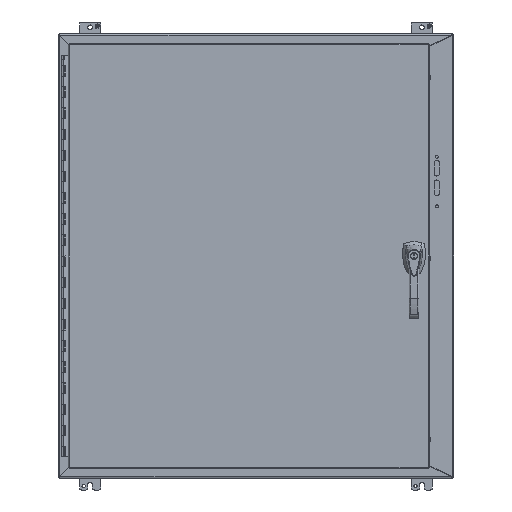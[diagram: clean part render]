
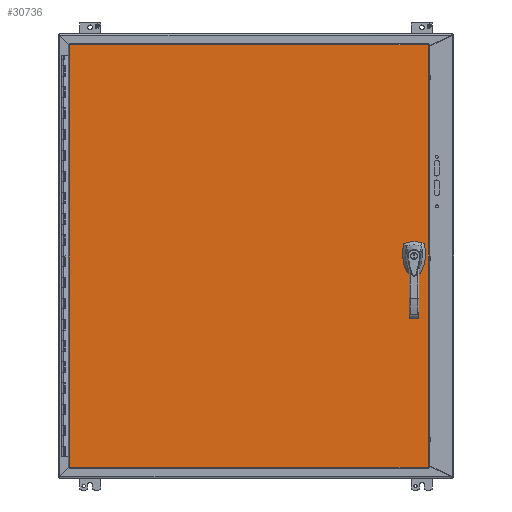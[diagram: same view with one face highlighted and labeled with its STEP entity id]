
A CAD part, front view. The second image highlights one B-rep face of the part: STEP entity #30736.
In plain terms, the highlighted planar face has unit normal (0, -1, 0).
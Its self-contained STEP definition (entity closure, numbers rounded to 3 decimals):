
#1522 = LINE ( 'NONE', #25399, #61074 ) ;
#1564 = AXIS2_PLACEMENT_3D ( 'NONE', #54020, #77414, #86364 ) ;
#1623 = VERTEX_POINT ( 'NONE', #13908 ) ;
#2411 = EDGE_CURVE ( 'NONE', #25451, #7035, #91940, .T. ) ;
#3709 = LINE ( 'NONE', #34083, #73900 ) ;
#3810 = CARTESIAN_POINT ( 'NONE',  ( 14.938, -12.875, 0. ) ) ;
#4667 = EDGE_CURVE ( 'NONE', #73997, #41302, #64488, .T. ) ;
#5502 = EDGE_CURVE ( 'NONE', #11861, #25451, #21778, .T. ) ;
#5973 = CARTESIAN_POINT ( 'NONE',  ( 14.542, -12.875, -20.094 ) ) ;
#6465 = CARTESIAN_POINT ( 'NONE',  ( -17.749, -12.875, -20.094 ) ) ;
#7035 = VERTEX_POINT ( 'NONE', #54920 ) ;
#7305 = DIRECTION ( 'NONE',  ( 0., 0., -1. ) ) ;
#7437 = FACE_OUTER_BOUND ( 'NONE', #73622, .T. ) ;
#9270 = CARTESIAN_POINT ( 'NONE',  ( 15.333, -12.875, -0.198 ) ) ;
#10113 = EDGE_CURVE ( 'NONE', #20058, #89867, #71919, .T. ) ;
#10417 = VECTOR ( 'NONE', #59751, 39.37 ) ;
#11444 = CARTESIAN_POINT ( 'NONE',  ( 14.938, -12.875, -1.338 ) ) ;
#11861 = VERTEX_POINT ( 'NONE', #27215 ) ;
#13559 = EDGE_CURVE ( 'NONE', #55891, #11861, #26179, .T. ) ;
#13908 = CARTESIAN_POINT ( 'NONE',  ( 14.938, -12.875, -1.171 ) ) ;
#13937 = PLANE ( 'NONE',  #53411 ) ;
#14113 = VERTEX_POINT ( 'NONE', #47563 ) ;
#16853 = VECTOR ( 'NONE', #38533, 39.37 ) ;
#18676 = CARTESIAN_POINT ( 'NONE',  ( 14.938, -12.875, 0. ) ) ;
#18765 = AXIS2_PLACEMENT_3D ( 'NONE', #45770, #36816, #53750 ) ;
#19171 = DIRECTION ( 'NONE',  ( 0., 1., 0. ) ) ;
#20058 = VERTEX_POINT ( 'NONE', #71606 ) ;
#21778 = LINE ( 'NONE', #98489, #32117 ) ;
#22135 = DIRECTION ( 'NONE',  ( 0., 0., -1. ) ) ;
#22391 = EDGE_LOOP ( 'NONE', ( #63038, #23684 ) ) ;
#22398 = FACE_BOUND ( 'NONE', #72200, .T. ) ;
#22513 = VECTOR ( 'NONE', #72455, 39.37 ) ;
#23684 = ORIENTED_EDGE ( 'NONE', *, *, #55066, .T. ) ;
#23851 = EDGE_CURVE ( 'NONE', #64085, #79412, #84867, .T. ) ;
#25229 = EDGE_CURVE ( 'NONE', #41302, #64085, #68582, .T. ) ;
#25399 = CARTESIAN_POINT ( 'NONE',  ( -17.749, -12.875, -0.395 ) ) ;
#25451 = VERTEX_POINT ( 'NONE', #9270 ) ;
#26179 = CIRCLE ( 'NONE', #42010, 0.443 ) ;
#26804 = ORIENTED_EDGE ( 'NONE', *, *, #10113, .T. ) ;
#27215 = CARTESIAN_POINT ( 'NONE',  ( 15.333, -12.875, 0.198 ) ) ;
#28117 = VECTOR ( 'NONE', #69562, 39.37 ) ;
#28185 = DIRECTION ( 'NONE',  ( 0., 1., 0. ) ) ;
#28756 = EDGE_CURVE ( 'NONE', #14113, #1623, #56378, .T. ) ;
#29658 = VECTOR ( 'NONE', #84406, 39.37 ) ;
#30736 = ADVANCED_FACE ( 'NONE', ( #22398, #7437, #45277 ), #13937, .T. ) ;
#32117 = VECTOR ( 'NONE', #7305, 39.37 ) ;
#33541 = CARTESIAN_POINT ( 'NONE',  ( 16.268, -12.875, 19.986 ) ) ;
#34083 = CARTESIAN_POINT ( 'NONE',  ( -17.641, -12.875, -20.094 ) ) ;
#35785 = ORIENTED_EDGE ( 'NONE', *, *, #87219, .T. ) ;
#36772 = EDGE_CURVE ( 'NONE', #89867, #76625, #90163, .T. ) ;
#36816 = DIRECTION ( 'NONE',  ( 0., 1., 0. ) ) ;
#37546 = CARTESIAN_POINT ( 'NONE',  ( -17.749, -12.875, 19.986 ) ) ;
#37648 = ORIENTED_EDGE ( 'NONE', *, *, #46551, .T. ) ;
#38533 = DIRECTION ( 'NONE',  ( -1., 0., 0. ) ) ;
#39442 = AXIS2_PLACEMENT_3D ( 'NONE', #11444, #65243, #50278 ) ;
#40808 = ORIENTED_EDGE ( 'NONE', *, *, #5502, .T. ) ;
#41302 = VERTEX_POINT ( 'NONE', #87245 ) ;
#41673 = AXIS2_PLACEMENT_3D ( 'NONE', #18676, #19171, #49535 ) ;
#42010 = AXIS2_PLACEMENT_3D ( 'NONE', #3810, #28185, #65099 ) ;
#45277 = FACE_BOUND ( 'NONE', #22391, .T. ) ;
#45770 = CARTESIAN_POINT ( 'NONE',  ( 14.938, -12.875, 0. ) ) ;
#46551 = EDGE_CURVE ( 'NONE', #7035, #20058, #1522, .T. ) ;
#47563 = CARTESIAN_POINT ( 'NONE',  ( 14.938, -12.875, -1.505 ) ) ;
#48564 = CARTESIAN_POINT ( 'NONE',  ( 15.136, -12.875, 0.396 ) ) ;
#48780 = DIRECTION ( 'NONE',  ( -1., 0., 0. ) ) ;
#49535 = DIRECTION ( 'NONE',  ( 0., 0., -1. ) ) ;
#50012 = CARTESIAN_POINT ( 'NONE',  ( -17.749, -12.875, -19.986 ) ) ;
#50278 = DIRECTION ( 'NONE',  ( 0., 0., -1. ) ) ;
#50324 = CARTESIAN_POINT ( 'NONE',  ( 14.542, -12.875, -0.198 ) ) ;
#51674 = CARTESIAN_POINT ( 'NONE',  ( 14.542, -12.875, 0.198 ) ) ;
#53411 = AXIS2_PLACEMENT_3D ( 'NONE', #6465, #58771, #59745 ) ;
#53750 = DIRECTION ( 'NONE',  ( 0., 0., -1. ) ) ;
#54020 = CARTESIAN_POINT ( 'NONE',  ( 14.938, -12.875, 0. ) ) ;
#54200 = ORIENTED_EDGE ( 'NONE', *, *, #57614, .T. ) ;
#54920 = CARTESIAN_POINT ( 'NONE',  ( 15.136, -12.875, -0.395 ) ) ;
#55066 = EDGE_CURVE ( 'NONE', #1623, #14113, #63342, .T. ) ;
#55164 = CARTESIAN_POINT ( 'NONE',  ( -17.641, -12.875, 19.986 ) ) ;
#55891 = VERTEX_POINT ( 'NONE', #48564 ) ;
#56378 = CIRCLE ( 'NONE', #69121, 0.167 ) ;
#57452 = VERTEX_POINT ( 'NONE', #91013 ) ;
#57614 = EDGE_CURVE ( 'NONE', #76625, #57452, #62005, .T. ) ;
#58771 = DIRECTION ( 'NONE',  ( 0., -1., 0. ) ) ;
#59745 = DIRECTION ( 'NONE',  ( 0., 0., -1. ) ) ;
#59751 = DIRECTION ( 'NONE',  ( 0., 0., 1. ) ) ;
#61074 = VECTOR ( 'NONE', #48780, 39.37 ) ;
#61527 = ORIENTED_EDGE ( 'NONE', *, *, #25229, .T. ) ;
#62005 = CIRCLE ( 'NONE', #1564, 0.443 ) ;
#63038 = ORIENTED_EDGE ( 'NONE', *, *, #28756, .T. ) ;
#63342 = CIRCLE ( 'NONE', #39442, 0.167 ) ;
#63992 = DIRECTION ( 'NONE',  ( 0., 0., -1. ) ) ;
#64085 = VERTEX_POINT ( 'NONE', #33541 ) ;
#64488 = LINE ( 'NONE', #50012, #22513 ) ;
#64576 = ORIENTED_EDGE ( 'NONE', *, *, #4667, .T. ) ;
#65099 = DIRECTION ( 'NONE',  ( 0., 0., -1. ) ) ;
#65243 = DIRECTION ( 'NONE',  ( 0., 1., 0. ) ) ;
#67729 = EDGE_CURVE ( 'NONE', #79412, #73997, #3709, .T. ) ;
#68582 = LINE ( 'NONE', #77028, #28117 ) ;
#69121 = AXIS2_PLACEMENT_3D ( 'NONE', #74933, #90385, #22135 ) ;
#69562 = DIRECTION ( 'NONE',  ( 0., 0., 1. ) ) ;
#71606 = CARTESIAN_POINT ( 'NONE',  ( 14.739, -12.875, -0.395 ) ) ;
#71777 = CARTESIAN_POINT ( 'NONE',  ( -17.641, -12.875, -19.986 ) ) ;
#71919 = CIRCLE ( 'NONE', #41673, 0.443 ) ;
#72200 = EDGE_LOOP ( 'NONE', ( #37648, #26804, #95730, #54200, #35785, #75270, #40808, #97837 ) ) ;
#72455 = DIRECTION ( 'NONE',  ( 1., 0., 0. ) ) ;
#73622 = EDGE_LOOP ( 'NONE', ( #61527, #87396, #85753, #64576 ) ) ;
#73900 = VECTOR ( 'NONE', #63992, 39.37 ) ;
#73997 = VERTEX_POINT ( 'NONE', #71777 ) ;
#74933 = CARTESIAN_POINT ( 'NONE',  ( 14.938, -12.875, -1.338 ) ) ;
#75270 = ORIENTED_EDGE ( 'NONE', *, *, #13559, .T. ) ;
#76625 = VERTEX_POINT ( 'NONE', #51674 ) ;
#77028 = CARTESIAN_POINT ( 'NONE',  ( 16.268, -12.875, -20.094 ) ) ;
#77414 = DIRECTION ( 'NONE',  ( 0., 1., 0. ) ) ;
#77905 = CARTESIAN_POINT ( 'NONE',  ( -17.749, -12.875, 0.396 ) ) ;
#79412 = VERTEX_POINT ( 'NONE', #55164 ) ;
#84406 = DIRECTION ( 'NONE',  ( 1., 0., 0. ) ) ;
#84867 = LINE ( 'NONE', #37546, #16853 ) ;
#85377 = LINE ( 'NONE', #77905, #29658 ) ;
#85753 = ORIENTED_EDGE ( 'NONE', *, *, #67729, .T. ) ;
#86364 = DIRECTION ( 'NONE',  ( 0., 0., -1. ) ) ;
#87219 = EDGE_CURVE ( 'NONE', #57452, #55891, #85377, .T. ) ;
#87245 = CARTESIAN_POINT ( 'NONE',  ( 16.268, -12.875, -19.986 ) ) ;
#87396 = ORIENTED_EDGE ( 'NONE', *, *, #23851, .T. ) ;
#89867 = VERTEX_POINT ( 'NONE', #50324 ) ;
#90163 = LINE ( 'NONE', #5973, #10417 ) ;
#90385 = DIRECTION ( 'NONE',  ( 0., 1., 0. ) ) ;
#91013 = CARTESIAN_POINT ( 'NONE',  ( 14.739, -12.875, 0.396 ) ) ;
#91940 = CIRCLE ( 'NONE', #18765, 0.443 ) ;
#95730 = ORIENTED_EDGE ( 'NONE', *, *, #36772, .T. ) ;
#97837 = ORIENTED_EDGE ( 'NONE', *, *, #2411, .T. ) ;
#98489 = CARTESIAN_POINT ( 'NONE',  ( 15.333, -12.875, -20.094 ) ) ;
